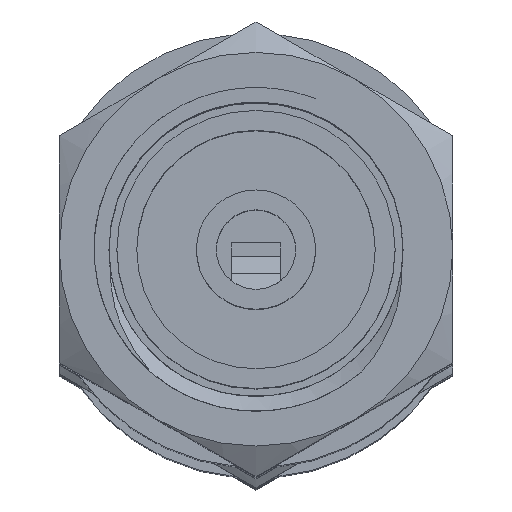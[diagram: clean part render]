
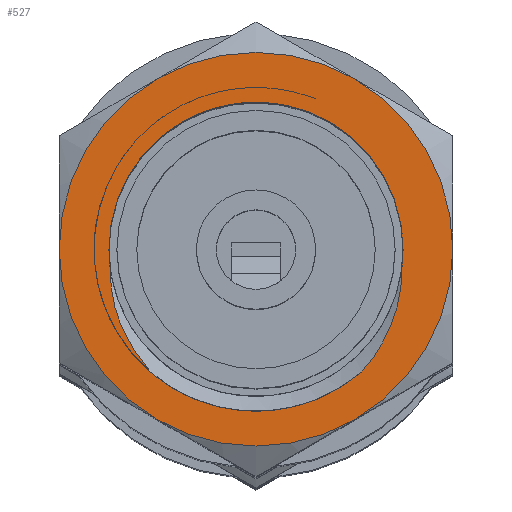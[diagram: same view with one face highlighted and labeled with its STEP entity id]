
A CAD part, top view. The second image highlights one B-rep face of the part: STEP entity #527.
In plain terms, the highlighted planar face has unit normal (0, 0, 1).
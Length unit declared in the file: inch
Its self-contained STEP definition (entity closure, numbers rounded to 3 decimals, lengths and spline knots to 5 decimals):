
#22 = VERTEX_POINT ( 'NONE', #2065 ) ;
#41 = AXIS2_PLACEMENT_3D ( 'NONE', #3578, #2123, #1281 ) ;
#44 = B_SPLINE_CURVE_WITH_KNOTS ( 'NONE', 3,
 ( #2000, #1687, #2259, #1415, #3423, #3475 ),
 .UNSPECIFIED., .F., .F.,
 ( 4, 2, 4 ),
 ( 0., 0.00057, 0.00115 ),
 .UNSPECIFIED. ) ;
#56 = AXIS2_PLACEMENT_3D ( 'NONE', #2212, #2496, #3109 ) ;
#57 = VERTEX_POINT ( 'NONE', #3519 ) ;
#82 = VERTEX_POINT ( 'NONE', #1657 ) ;
#156 = ORIENTED_EDGE ( 'NONE', *, *, #403, .T. ) ;
#168 = CIRCLE ( 'NONE', #2509, 0.078 ) ;
#192 = VERTEX_POINT ( 'NONE', #558 ) ;
#208 = CARTESIAN_POINT ( 'NONE',  ( 0.04185, -0.04865, 0.50984 ) ) ;
#218 = CARTESIAN_POINT ( 'NONE',  ( 0., 0., 0.50984 ) ) ;
#219 = CIRCLE ( 'NONE', #1188, 0.078 ) ;
#237 = CARTESIAN_POINT ( 'NONE',  ( 0., 0., 0.50984 ) ) ;
#244 = AXIS2_PLACEMENT_3D ( 'NONE', #3596, #666, #3017 ) ;
#249 = CARTESIAN_POINT ( 'NONE',  ( -0.05827, 0., 0.50984 ) ) ;
#320 = DIRECTION ( 'NONE',  ( 1., 0., 0. ) ) ;
#403 = EDGE_CURVE ( 'NONE', #476, #1383, #2133, .T. ) ;
#450 = CARTESIAN_POINT ( 'NONE',  ( -0.00755, -0.06417, 0.50984 ) ) ;
#476 = VERTEX_POINT ( 'NONE', #1248 ) ;
#502 = EDGE_CURVE ( 'NONE', #192, #22, #2083, .T. ) ;
#527 = ADVANCED_FACE ( 'NONE', ( #3621, #2755 ), #3640, .T. ) ;
#558 = CARTESIAN_POINT ( 'NONE',  ( 0.039, 0.06755, 0.50984 ) ) ;
#585 = CARTESIAN_POINT ( 'NONE',  ( -0.039, -0.06755, 0.50984 ) ) ;
#666 = DIRECTION ( 'NONE',  ( 0., 0., 1. ) ) ;
#696 = EDGE_LOOP ( 'NONE', ( #2164, #2213, #3454, #1672, #1535, #1020 ) ) ;
#701 = VERTEX_POINT ( 'NONE', #249 ) ;
#718 = AXIS2_PLACEMENT_3D ( 'NONE', #1239, #3549, #320 ) ;
#782 = ORIENTED_EDGE ( 'NONE', *, *, #502, .T. ) ;
#783 = CIRCLE ( 'NONE', #718, 0.05827 ) ;
#848 = CARTESIAN_POINT ( 'NONE',  ( -0.05791, -0.01508, 0.50984 ) ) ;
#875 = VERTEX_POINT ( 'NONE', #2873 ) ;
#897 = DIRECTION ( 'NONE',  ( 1., 0., 0. ) ) ;
#956 = CIRCLE ( 'NONE', #1588, 0.05827 ) ;
#970 = EDGE_CURVE ( 'NONE', #2340, #57, #3584, .T. ) ;
#985 = VERTEX_POINT ( 'NONE', #2061 ) ;
#1004 = EDGE_CURVE ( 'NONE', #22, #476, #2725, .T. ) ;
#1020 = ORIENTED_EDGE ( 'NONE', *, *, #1485, .F. ) ;
#1092 = EDGE_CURVE ( 'NONE', #82, #192, #219, .T. ) ;
#1179 = CARTESIAN_POINT ( 'NONE',  ( 0., 0., 0.50984 ) ) ;
#1188 = AXIS2_PLACEMENT_3D ( 'NONE', #2890, #2924, #2939 ) ;
#1239 = CARTESIAN_POINT ( 'NONE',  ( 0., 0., 0.50984 ) ) ;
#1248 = CARTESIAN_POINT ( 'NONE',  ( -0.078, 0., 0.50984 ) ) ;
#1281 = DIRECTION ( 'NONE',  ( 1., 0., 0. ) ) ;
#1308 = CARTESIAN_POINT ( 'NONE',  ( 0.02936, -0.05756, 0.50984 ) ) ;
#1324 = AXIS2_PLACEMENT_3D ( 'NONE', #1179, #2991, #2333 ) ;
#1340 = VERTEX_POINT ( 'NONE', #1417 ) ;
#1380 = DIRECTION ( 'NONE',  ( 0., 0., 1. ) ) ;
#1383 = VERTEX_POINT ( 'NONE', #585 ) ;
#1415 = CARTESIAN_POINT ( 'NONE',  ( 0.05093, -0.03652, 0.50984 ) ) ;
#1417 = CARTESIAN_POINT ( 'NONE',  ( 0.04185, -0.04865, 0.50984 ) ) ;
#1485 = EDGE_CURVE ( 'NONE', #57, #701, #783, .T. ) ;
#1535 = ORIENTED_EDGE ( 'NONE', *, *, #1766, .F. ) ;
#1549 = B_SPLINE_CURVE_WITH_KNOTS ( 'NONE', 3,
 ( #3534, #2023, #1713, #3463, #848, #3498 ),
 .UNSPECIFIED., .F., .F.,
 ( 4, 2, 4 ),
 ( 0., 0.00057, 0.00115 ),
 .UNSPECIFIED. ) ;
#1588 = AXIS2_PLACEMENT_3D ( 'NONE', #237, #2506, #2805 ) ;
#1626 = EDGE_CURVE ( 'NONE', #1340, #875, #2625, .T. ) ;
#1657 = CARTESIAN_POINT ( 'NONE',  ( 0.078, 0., 0.50984 ) ) ;
#1672 = ORIENTED_EDGE ( 'NONE', *, *, #1927, .T. ) ;
#1687 = CARTESIAN_POINT ( 'NONE',  ( 0.05791, -0.01508, 0.50984 ) ) ;
#1713 = CARTESIAN_POINT ( 'NONE',  ( -0.05094, -0.0365, 0.50984 ) ) ;
#1730 = DIRECTION ( 'NONE',  ( 1., 0., 0. ) ) ;
#1766 = EDGE_CURVE ( 'NONE', #701, #985, #956, .T. ) ;
#1927 = EDGE_CURVE ( 'NONE', #875, #985, #1549, .T. ) ;
#1934 = AXIS2_PLACEMENT_3D ( 'NONE', #218, #1380, #3741 ) ;
#1940 = CARTESIAN_POINT ( 'NONE',  ( -0.03604, -0.05364, 0.50984 ) ) ;
#2000 = CARTESIAN_POINT ( 'NONE',  ( 0.05778, -0.00749, 0.50984 ) ) ;
#2023 = CARTESIAN_POINT ( 'NONE',  ( -0.0469, -0.043, 0.50984 ) ) ;
#2061 = CARTESIAN_POINT ( 'NONE',  ( -0.05778, -0.00749, 0.50984 ) ) ;
#2064 = ORIENTED_EDGE ( 'NONE', *, *, #2478, .T. ) ;
#2065 = CARTESIAN_POINT ( 'NONE',  ( -0.039, 0.06755, 0.50984 ) ) ;
#2083 = CIRCLE ( 'NONE', #244, 0.078 ) ;
#2123 = DIRECTION ( 'NONE',  ( 0., 0., 1. ) ) ;
#2124 = ORIENTED_EDGE ( 'NONE', *, *, #2481, .T. ) ;
#2133 = CIRCLE ( 'NONE', #41, 0.078 ) ;
#2164 = ORIENTED_EDGE ( 'NONE', *, *, #970, .F. ) ;
#2192 = CARTESIAN_POINT ( 'NONE',  ( -0.04185, -0.04865, 0.50984 ) ) ;
#2212 = CARTESIAN_POINT ( 'NONE',  ( 0., 0., 0.50984 ) ) ;
#2213 = ORIENTED_EDGE ( 'NONE', *, *, #3259, .T. ) ;
#2226 = EDGE_LOOP ( 'NONE', ( #2124, #3753, #782, #3762, #156, #2064 ) ) ;
#2259 = CARTESIAN_POINT ( 'NONE',  ( 0.05649, -0.02263, 0.50984 ) ) ;
#2330 = CIRCLE ( 'NONE', #1324, 0.078 ) ;
#2333 = DIRECTION ( 'NONE',  ( 1., 0., 0. ) ) ;
#2340 = VERTEX_POINT ( 'NONE', #2598 ) ;
#2370 = CARTESIAN_POINT ( 'NONE',  ( 0., 0., 0.50984 ) ) ;
#2463 = CARTESIAN_POINT ( 'NONE',  ( -0.02936, -0.05756, 0.50984 ) ) ;
#2478 = EDGE_CURVE ( 'NONE', #1383, #2742, #2330, .T. ) ;
#2480 = CARTESIAN_POINT ( 'NONE',  ( 0.0152, -0.0628, 0.50984 ) ) ;
#2481 = EDGE_CURVE ( 'NONE', #2742, #82, #168, .T. ) ;
#2496 = DIRECTION ( 'NONE',  ( 0., 0., 1. ) ) ;
#2506 = DIRECTION ( 'NONE',  ( 0., 0., 1. ) ) ;
#2509 = AXIS2_PLACEMENT_3D ( 'NONE', #2687, #3228, #897 ) ;
#2598 = CARTESIAN_POINT ( 'NONE',  ( 0.05778, -0.00749, 0.50984 ) ) ;
#2611 = DIRECTION ( 'NONE',  ( 0., 0., 1. ) ) ;
#2625 = B_SPLINE_CURVE_WITH_KNOTS ( 'NONE', 3,
 ( #208, #2843, #1308, #2480, #3335, #450, #3379, #2463, #1940, #2192 ),
 .UNSPECIFIED., .F., .F.,
 ( 4, 2, 2, 2, 4 ),
 ( 0., 0.00058, 0.00116, 0.00174, 0.00232 ),
 .UNSPECIFIED. ) ;
#2687 = CARTESIAN_POINT ( 'NONE',  ( 0., 0., 0.50984 ) ) ;
#2725 = CIRCLE ( 'NONE', #2914, 0.078 ) ;
#2742 = VERTEX_POINT ( 'NONE', #3137 ) ;
#2755 = FACE_BOUND ( 'NONE', #696, .T. ) ;
#2805 = DIRECTION ( 'NONE',  ( 1., 0., 0. ) ) ;
#2843 = CARTESIAN_POINT ( 'NONE',  ( 0.03604, -0.05364, 0.50984 ) ) ;
#2873 = CARTESIAN_POINT ( 'NONE',  ( -0.04185, -0.04865, 0.50984 ) ) ;
#2890 = CARTESIAN_POINT ( 'NONE',  ( 0., 0., 0.50984 ) ) ;
#2914 = AXIS2_PLACEMENT_3D ( 'NONE', #2370, #2611, #1730 ) ;
#2924 = DIRECTION ( 'NONE',  ( 0., 0., 1. ) ) ;
#2939 = DIRECTION ( 'NONE',  ( 1., 0., 0. ) ) ;
#2991 = DIRECTION ( 'NONE',  ( 0., 0., 1. ) ) ;
#3017 = DIRECTION ( 'NONE',  ( 1., 0., 0. ) ) ;
#3109 = DIRECTION ( 'NONE',  ( 1., 0., 0. ) ) ;
#3137 = CARTESIAN_POINT ( 'NONE',  ( 0.039, -0.06755, 0.50984 ) ) ;
#3228 = DIRECTION ( 'NONE',  ( 0., 0., 1. ) ) ;
#3259 = EDGE_CURVE ( 'NONE', #2340, #1340, #44, .T. ) ;
#3335 = CARTESIAN_POINT ( 'NONE',  ( 0.00755, -0.06417, 0.50984 ) ) ;
#3379 = CARTESIAN_POINT ( 'NONE',  ( -0.01519, -0.0628, 0.50984 ) ) ;
#3423 = CARTESIAN_POINT ( 'NONE',  ( 0.04689, -0.043, 0.50984 ) ) ;
#3454 = ORIENTED_EDGE ( 'NONE', *, *, #1626, .T. ) ;
#3463 = CARTESIAN_POINT ( 'NONE',  ( -0.0565, -0.02261, 0.50984 ) ) ;
#3475 = CARTESIAN_POINT ( 'NONE',  ( 0.04185, -0.04865, 0.50984 ) ) ;
#3498 = CARTESIAN_POINT ( 'NONE',  ( -0.05778, -0.00749, 0.50984 ) ) ;
#3519 = CARTESIAN_POINT ( 'NONE',  ( 0.05827, 0., 0.50984 ) ) ;
#3534 = CARTESIAN_POINT ( 'NONE',  ( -0.04185, -0.04865, 0.50984 ) ) ;
#3549 = DIRECTION ( 'NONE',  ( 0., 0., 1. ) ) ;
#3578 = CARTESIAN_POINT ( 'NONE',  ( 0., 0., 0.50984 ) ) ;
#3584 = CIRCLE ( 'NONE', #1934, 0.05827 ) ;
#3596 = CARTESIAN_POINT ( 'NONE',  ( 0., 0., 0.50984 ) ) ;
#3621 = FACE_OUTER_BOUND ( 'NONE', #2226, .T. ) ;
#3640 = PLANE ( 'NONE',  #56 ) ;
#3741 = DIRECTION ( 'NONE',  ( 1., 0., 0. ) ) ;
#3753 = ORIENTED_EDGE ( 'NONE', *, *, #1092, .T. ) ;
#3762 = ORIENTED_EDGE ( 'NONE', *, *, #1004, .T. ) ;
